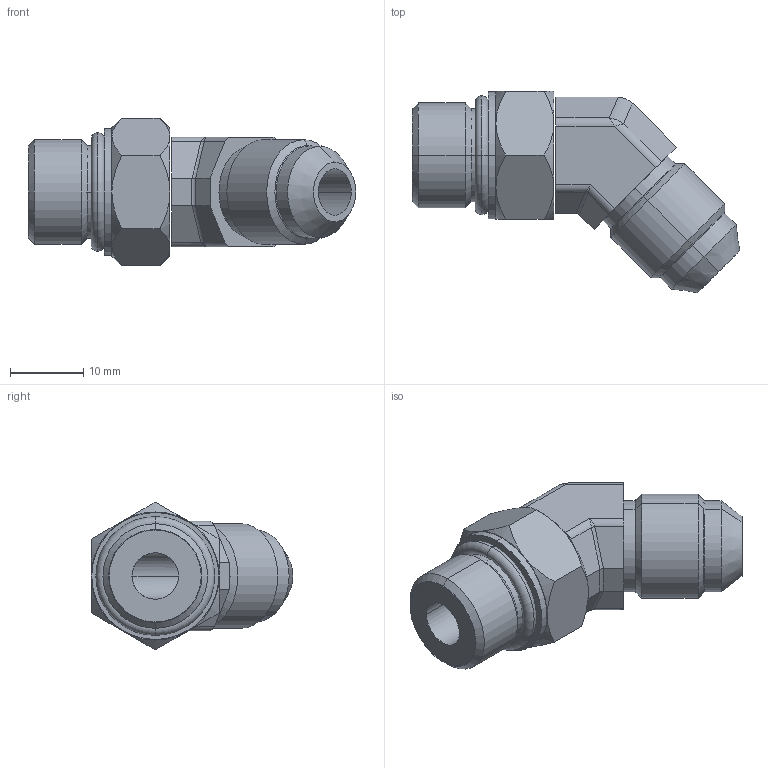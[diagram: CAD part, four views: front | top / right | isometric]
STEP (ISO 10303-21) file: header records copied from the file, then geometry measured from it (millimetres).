
FILE_DESCRIPTION((''),'2;1');
FILE_NAME('ILC30151566','2022-09-08T08:59:05',('rkuestersteffen'),(''),'CREO PARAMETRIC BY PTC INC, 2021164','CREO PARAMETRIC BY PTC INC, 2021164','');
FILE_SCHEMA(('AUTOMOTIVE_DESIGN { 1 0 10303 214 1 1 1 1 }'));
Length unit declared in the file: inch
Products named in the file (1): ILC30151566
Bounding box: 44.73 x 27.51 x 20.18 mm (x, y, z)
Volume: 7208.5 mm3; surface area: 5093.3 mm2
Topology: 3 solids, 5 shells, 93 faces, 220 edges, 135 vertices
Faces by surface type: cylinder 36, plane 27, cone 22, bspline 4, torus 4
Entity records: 3895 total; most frequent: CARTESIAN_POINT 887, DIRECTION 467, ORIENTED_EDGE 424, PRESENTATION_STYLE_ASSIGNMENT 234, STYLED_ITEM 230, CURVE_STYLE 225, EDGE_CURVE 218, AXIS2_PLACEMENT_3D 184
